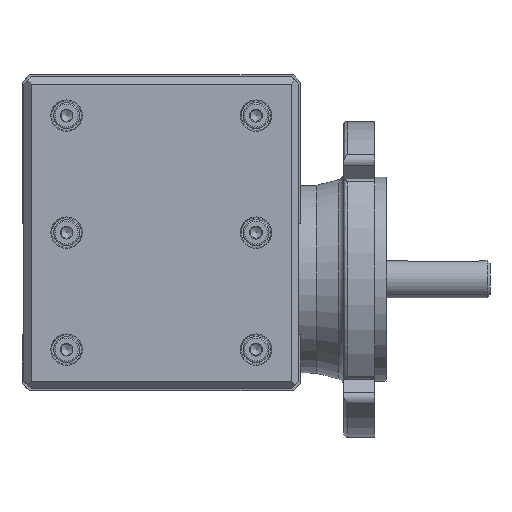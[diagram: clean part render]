
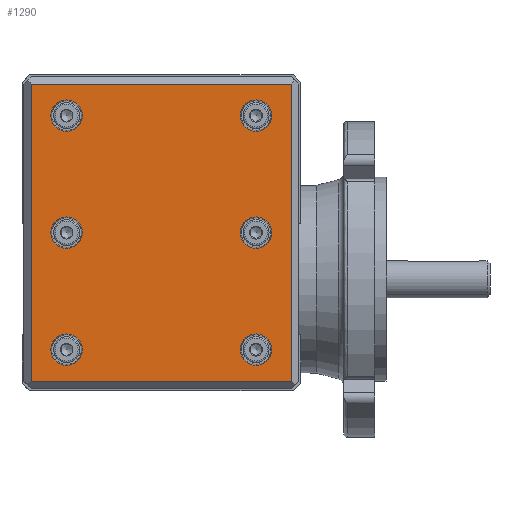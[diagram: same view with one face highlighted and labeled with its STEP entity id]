
A CAD part, top view. The second image highlights one B-rep face of the part: STEP entity #1290.
In plain terms, the highlighted planar face has unit normal (0, 0, 1).
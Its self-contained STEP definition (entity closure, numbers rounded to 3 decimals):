
#1290 = ADVANCED_FACE( '', ( #3043, #3044, #3045, #3046, #3047, #3048, #3049 ), #3050, .F. );
#3043 = FACE_OUTER_BOUND( '', #5283, .T. );
#3044 = FACE_BOUND( '', #5284, .T. );
#3045 = FACE_BOUND( '', #5285, .T. );
#3046 = FACE_BOUND( '', #5286, .T. );
#3047 = FACE_BOUND( '', #5287, .T. );
#3048 = FACE_BOUND( '', #5288, .T. );
#3049 = FACE_BOUND( '', #5289, .T. );
#3050 = PLANE( '', #5290 );
#5283 = EDGE_LOOP( '', ( #8893, #8894, #8895, #8896 ) );
#5284 = EDGE_LOOP( '', ( #8897 ) );
#5285 = EDGE_LOOP( '', ( #8898 ) );
#5286 = EDGE_LOOP( '', ( #8899 ) );
#5287 = EDGE_LOOP( '', ( #8900 ) );
#5288 = EDGE_LOOP( '', ( #8901 ) );
#5289 = EDGE_LOOP( '', ( #8902 ) );
#5290 = AXIS2_PLACEMENT_3D( '', #8903, #8904, #8905 );
#8893 = ORIENTED_EDGE( '', *, *, #12649, .T. );
#8894 = ORIENTED_EDGE( '', *, *, #12589, .T. );
#8895 = ORIENTED_EDGE( '', *, *, #12479, .T. );
#8896 = ORIENTED_EDGE( '', *, *, #12552, .T. );
#8897 = ORIENTED_EDGE( '', *, *, #11763, .F. );
#8898 = ORIENTED_EDGE( '', *, *, #12650, .F. );
#8899 = ORIENTED_EDGE( '', *, *, #12651, .F. );
#8900 = ORIENTED_EDGE( '', *, *, #12038, .F. );
#8901 = ORIENTED_EDGE( '', *, *, #12345, .F. );
#8902 = ORIENTED_EDGE( '', *, *, #12652, .F. );
#8903 = CARTESIAN_POINT( '', ( 116.241, 385.978, 12. ) );
#8904 = DIRECTION( '', ( 0., 0., -1. ) );
#8905 = DIRECTION( '', ( 0., -1., 0. ) );
#11763 = EDGE_CURVE( '', #13883, #13883, #13884, .T. );
#12038 = EDGE_CURVE( '', #14321, #14321, #14322, .T. );
#12345 = EDGE_CURVE( '', #14796, #14796, #14797, .T. );
#12479 = EDGE_CURVE( '', #14998, #14999, #15000, .T. );
#12552 = EDGE_CURVE( '', #14999, #15106, #15107, .T. );
#12589 = EDGE_CURVE( '', #15158, #14998, #15159, .T. );
#12649 = EDGE_CURVE( '', #15106, #15158, #15243, .T. );
#12650 = EDGE_CURVE( '', #15244, #15244, #15245, .T. );
#12651 = EDGE_CURVE( '', #15246, #15246, #15247, .T. );
#12652 = EDGE_CURVE( '', #15248, #15248, #15249, .T. );
#13883 = VERTEX_POINT( '', #17153 );
#13884 = CIRCLE( '', #17154, 4.227 );
#14321 = VERTEX_POINT( '', #18057 );
#14322 = CIRCLE( '', #18058, 4.227 );
#14796 = VERTEX_POINT( '', #18821 );
#14797 = CIRCLE( '', #18822, 4.227 );
#14998 = VERTEX_POINT( '', #19369 );
#14999 = VERTEX_POINT( '', #19370 );
#15000 = LINE( '', #19371, #19372 );
#15106 = VERTEX_POINT( '', #19527 );
#15107 = LINE( '', #19528, #19529 );
#15158 = VERTEX_POINT( '', #19614 );
#15159 = LINE( '', #19615, #19616 );
#15243 = LINE( '', #19774, #19775 );
#15244 = VERTEX_POINT( '', #19776 );
#15245 = CIRCLE( '', #19777, 4.227 );
#15246 = VERTEX_POINT( '', #19778 );
#15247 = CIRCLE( '', #19779, 4.227 );
#15248 = VERTEX_POINT( '', #19780 );
#15249 = CIRCLE( '', #19781, 4.227 );
#17153 = CARTESIAN_POINT( '', ( -13.331, 272.299, 12. ) );
#17154 = AXIS2_PLACEMENT_3D( '', #21358, #21359, #21360 );
#18057 = CARTESIAN_POINT( '', ( -13.331, 240.799, 12. ) );
#18058 = AXIS2_PLACEMENT_3D( '', #21708, #21709, #21710 );
#18821 = CARTESIAN_POINT( '', ( 37.669, 272.299, 12. ) );
#18822 = AXIS2_PLACEMENT_3D( '', #22056, #22057, #22058 );
#19369 = CARTESIAN_POINT( '', ( -22.831, 276.572, 12. ) );
#19370 = CARTESIAN_POINT( '', ( -22.831, 196.572, 12. ) );
#19371 = CARTESIAN_POINT( '', ( -22.831, 385.978, 12. ) );
#19372 = VECTOR( '', #22223, 1000. );
#19527 = CARTESIAN_POINT( '', ( 47.169, 196.572, 12. ) );
#19528 = CARTESIAN_POINT( '', ( 116.241, 196.572, 12. ) );
#19529 = VECTOR( '', #22313, 1000. );
#19614 = CARTESIAN_POINT( '', ( 47.169, 276.572, 12. ) );
#19615 = CARTESIAN_POINT( '', ( 116.241, 276.572, 12. ) );
#19616 = VECTOR( '', #22353, 1000. );
#19774 = CARTESIAN_POINT( '', ( 47.169, 385.978, 12. ) );
#19775 = VECTOR( '', #22425, 1000. );
#19776 = CARTESIAN_POINT( '', ( 37.669, 209.299, 12. ) );
#19777 = AXIS2_PLACEMENT_3D( '', #22426, #22427, #22428 );
#19778 = CARTESIAN_POINT( '', ( 37.669, 240.799, 12. ) );
#19779 = AXIS2_PLACEMENT_3D( '', #22429, #22430, #22431 );
#19780 = CARTESIAN_POINT( '', ( -13.331, 209.299, 12. ) );
#19781 = AXIS2_PLACEMENT_3D( '', #22432, #22433, #22434 );
#21358 = CARTESIAN_POINT( '', ( -13.331, 268.072, 12. ) );
#21359 = DIRECTION( '', ( 0., 0., 1. ) );
#21360 = DIRECTION( '', ( 0., 1., 0. ) );
#21708 = CARTESIAN_POINT( '', ( -13.331, 236.572, 12. ) );
#21709 = DIRECTION( '', ( 0., 0., 1. ) );
#21710 = DIRECTION( '', ( 0., 1., 0. ) );
#22056 = CARTESIAN_POINT( '', ( 37.669, 268.072, 12. ) );
#22057 = DIRECTION( '', ( 0., 0., 1. ) );
#22058 = DIRECTION( '', ( 0., 1., 0. ) );
#22223 = DIRECTION( '', ( 0., -1., 0. ) );
#22313 = DIRECTION( '', ( 1., 0., 0. ) );
#22353 = DIRECTION( '', ( -1., 0., 0. ) );
#22425 = DIRECTION( '', ( 0., 1., 0. ) );
#22426 = CARTESIAN_POINT( '', ( 37.669, 205.072, 12. ) );
#22427 = DIRECTION( '', ( 0., 0., 1. ) );
#22428 = DIRECTION( '', ( 0., 1., 0. ) );
#22429 = CARTESIAN_POINT( '', ( 37.669, 236.572, 12. ) );
#22430 = DIRECTION( '', ( 0., 0., 1. ) );
#22431 = DIRECTION( '', ( 0., 1., 0. ) );
#22432 = CARTESIAN_POINT( '', ( -13.331, 205.072, 12. ) );
#22433 = DIRECTION( '', ( 0., 0., 1. ) );
#22434 = DIRECTION( '', ( 0., 1., 0. ) );
